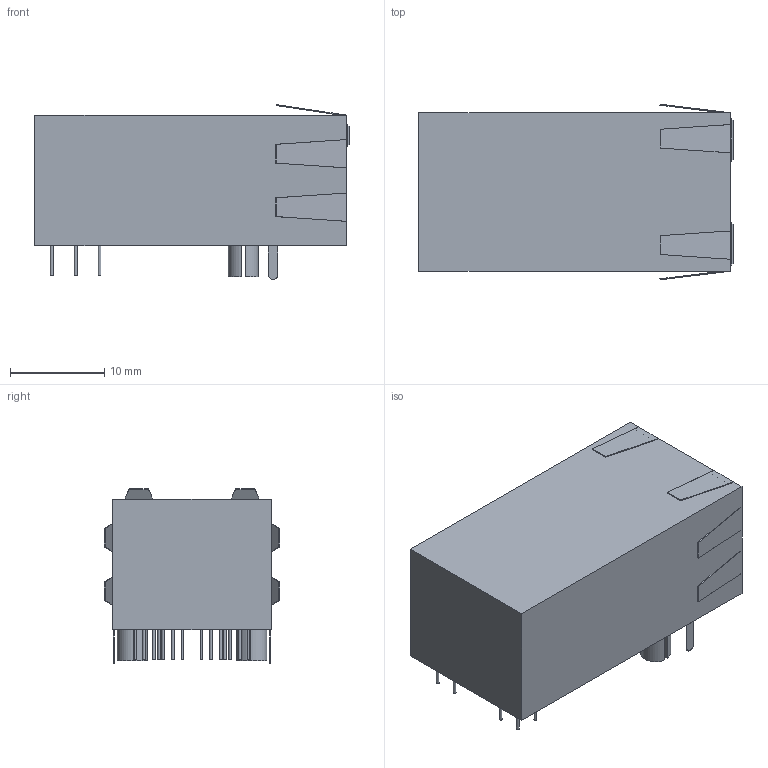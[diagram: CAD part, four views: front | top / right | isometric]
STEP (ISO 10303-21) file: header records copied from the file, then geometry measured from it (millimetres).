
FILE_DESCRIPTION(('FreeCAD Model'),'2;1');
FILE_NAME('Open CASCADE Shape Model','2022-01-26T00:24:38',( 'kicad StepUp'),('ksu MCAD'),'Open CASCADE STEP processor 7.5', 'FreeCAD','Unknown');
FILE_SCHEMA(('AUTOMOTIVE_DESIGN { 1 0 10303 214 1 1 1 1 }'));
Length unit declared in the file: millimetre
Products named in the file (1): RJ45_Pulse_JK0654219NL_Horizontal
Bounding box: 33.32 x 18.62 x 18.54 mm (x, y, z)
Volume: 6642.9 mm3; surface area: 3593.4 mm2
Topology: 1 solids, 1 shells, 185 faces, 462 edges, 312 vertices
Faces by surface type: plane 163, cylinder 22
Full cylindrical faces by diameter (mm): 0.3 x16
Entity records: 6845 total; most frequent: CARTESIAN_POINT 960, ORIENTED_EDGE 924, DIRECTION 878, EDGE_CURVE 462, LINE 418, VECTOR 418, VERTEX_POINT 312, FACE_BOUND 234
